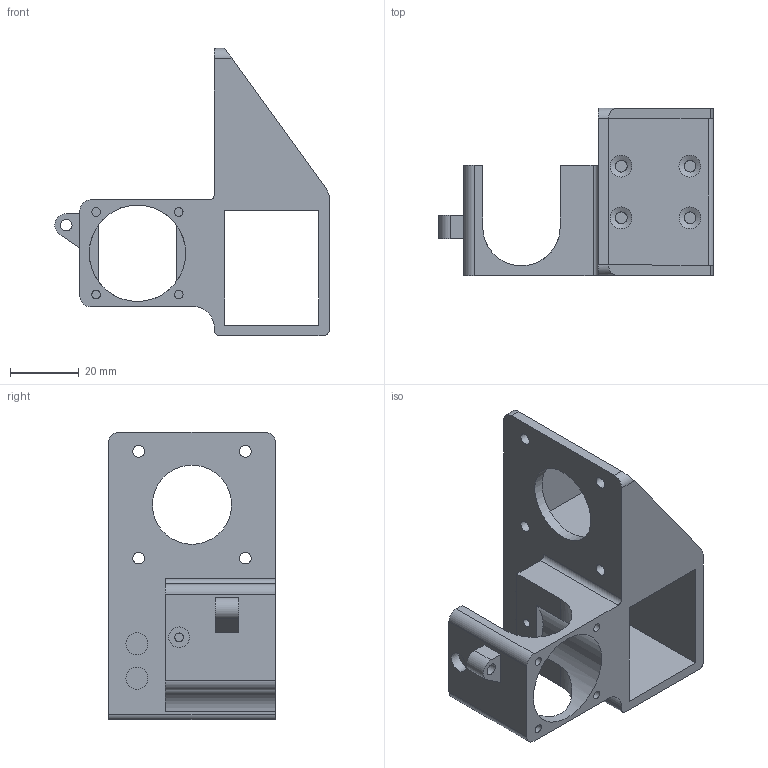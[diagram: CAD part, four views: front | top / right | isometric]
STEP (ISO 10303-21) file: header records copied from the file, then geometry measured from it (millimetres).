
FILE_DESCRIPTION(('FreeCAD Model'),'2;1');
FILE_NAME( 'Extruder Mount.step', '2017-05-26T16:15:07',('Ax Smith-Laffin'),('AxMod Box Mods Limited'), 'Open CASCADE STEP processor 6.8','FreeCAD','Unknown');
FILE_SCHEMA(('AUTOMOTIVE_DESIGN_CC2 { 1 2 10303 214 -1 1 5 4 }'));
Length unit declared in the file: millimetre
Products named in the file (1): Extruder_Mount
Bounding box: 79.71 x 48.5 x 83.4 mm (x, y, z)
Volume: 46679.9 mm3; surface area: 25681.6 mm2
Topology: 1 solids, 1 shells, 81 faces, 195 edges, 128 vertices
Faces by surface type: plane 41, cylinder 36, cone 4
Full cylindrical faces by diameter (mm): 2.5 x8, 3.4 x9, 6 x1, 6.4 x2, 23 x1, 28 x1
Entity records: 6327 total; most frequent: CARTESIAN_POINT 2376, DIRECTION 732, LINE 401, VECTOR 401, ORIENTED_EDGE 390, PCURVE 390, DEFINITIONAL_REPRESENTATION 390, EDGE_CURVE 195
